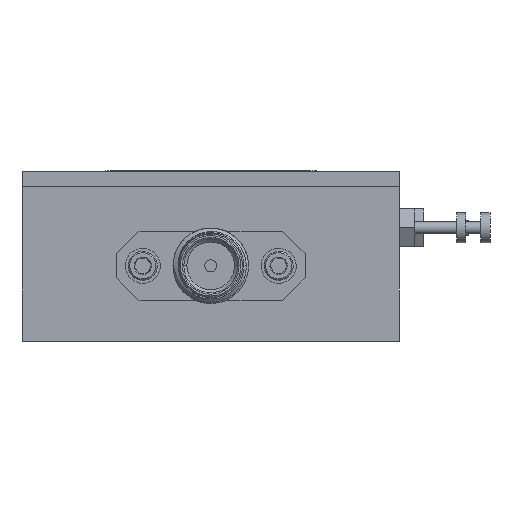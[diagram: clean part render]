
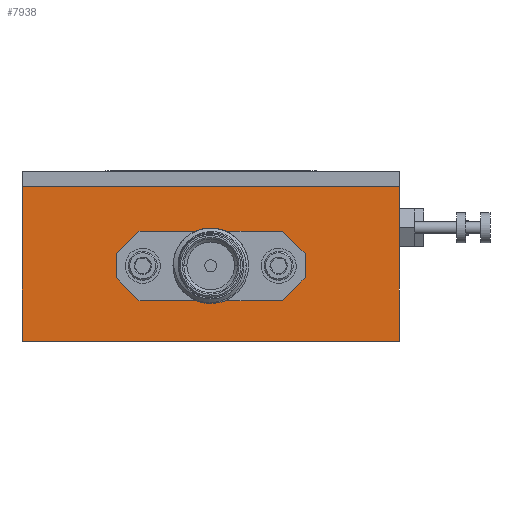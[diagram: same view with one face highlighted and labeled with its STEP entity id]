
A CAD part, left-side view. The second image highlights one B-rep face of the part: STEP entity #7938.
In plain terms, the highlighted planar face has unit normal (-1, 0, 0).
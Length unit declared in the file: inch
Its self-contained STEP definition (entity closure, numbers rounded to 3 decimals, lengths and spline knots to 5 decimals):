
#432 = VECTOR ( 'NONE', #5674, 39.37008 ) ;
#793 = VERTEX_POINT ( 'NONE', #7743 ) ;
#1166 = VECTOR ( 'NONE', #11329, 39.37008 ) ;
#1269 = LINE ( 'NONE', #2542, #64578 ) ;
#1472 = EDGE_CURVE ( 'NONE', #793, #36707, #41658, .T. ) ;
#2378 = LINE ( 'NONE', #22347, #25284 ) ;
#2542 = CARTESIAN_POINT ( 'NONE',  ( -0.625, 0.17625, 0.14475 ) ) ;
#2988 = DIRECTION ( 'NONE',  ( 0., 1., 0. ) ) ;
#3521 = LINE ( 'NONE', #44436, #46490 ) ;
#4467 = DIRECTION ( 'NONE',  ( 0., 0., -1. ) ) ;
#5674 = DIRECTION ( 'NONE',  ( 0., -0.707, -0.707 ) ) ;
#5949 = VECTOR ( 'NONE', #4467, 39.37008 ) ;
#6683 = VECTOR ( 'NONE', #61578, 39.37008 ) ;
#7743 = CARTESIAN_POINT ( 'NONE',  ( -0.625, 0.2375, -0.1465 ) ) ;
#7938 = ADVANCED_FACE ( 'NONE', ( #37690, #13127 ), #9743, .F. ) ;
#8990 = CARTESIAN_POINT ( 'NONE',  ( -0.625, 0.3125, 0.0085 ) ) ;
#9743 = PLANE ( 'NONE',  #10500 ) ;
#9819 = ORIENTED_EDGE ( 'NONE', *, *, #39607, .T. ) ;
#10061 = ORIENTED_EDGE ( 'NONE', *, *, #57893, .T. ) ;
#10345 = LINE ( 'NONE', #64705, #5949 ) ;
#10500 = AXIS2_PLACEMENT_3D ( 'NONE', #29077, #33106, #34641 ) ;
#11329 = DIRECTION ( 'NONE',  ( 0., 0., -1. ) ) ;
#11378 = VERTEX_POINT ( 'NONE', #58400 ) ;
#11998 = ORIENTED_EDGE ( 'NONE', *, *, #18820, .T. ) ;
#12032 = VERTEX_POINT ( 'NONE', #31946 ) ;
#13127 = FACE_BOUND ( 'NONE', #18687, .T. ) ;
#13520 = CARTESIAN_POINT ( 'NONE',  ( -0.625, 0.625, -0.2815 ) ) ;
#14577 = ORIENTED_EDGE ( 'NONE', *, *, #27987, .T. ) ;
#15439 = ORIENTED_EDGE ( 'NONE', *, *, #52095, .F. ) ;
#15544 = VERTEX_POINT ( 'NONE', #13520 ) ;
#15762 = VECTOR ( 'NONE', #29193, 39.37008 ) ;
#16781 = CARTESIAN_POINT ( 'NONE',  ( -0.625, -0.3125, -0.1465 ) ) ;
#18687 = EDGE_LOOP ( 'NONE', ( #51752, #60948, #10061, #61594, #14577, #47538, #11998, #61486 ) ) ;
#18820 = EDGE_CURVE ( 'NONE', #12032, #36707, #53179, .T. ) ;
#19256 = EDGE_CURVE ( 'NONE', #12032, #11378, #39656, .T. ) ;
#19996 = VECTOR ( 'NONE', #25646, 39.37008 ) ;
#22347 = CARTESIAN_POINT ( 'NONE',  ( -0.625, -0.625, -0.2815 ) ) ;
#23376 = DIRECTION ( 'NONE',  ( 0., 0.707, -0.707 ) ) ;
#25284 = VECTOR ( 'NONE', #64480, 39.37008 ) ;
#25646 = DIRECTION ( 'NONE',  ( 0., -1., 0. ) ) ;
#27548 = VERTEX_POINT ( 'NONE', #8990 ) ;
#27894 = LINE ( 'NONE', #47847, #46036 ) ;
#27987 = EDGE_CURVE ( 'NONE', #34061, #11378, #55756, .T. ) ;
#28868 = CARTESIAN_POINT ( 'NONE',  ( -0.625, -0.3125, 0.0835 ) ) ;
#28899 = VERTEX_POINT ( 'NONE', #56811 ) ;
#29077 = CARTESIAN_POINT ( 'NONE',  ( -0.625, -0.625, 0.2815 ) ) ;
#29193 = DIRECTION ( 'NONE',  ( 0., 0., 1. ) ) ;
#29686 = DIRECTION ( 'NONE',  ( 0., 0., -1. ) ) ;
#31946 = CARTESIAN_POINT ( 'NONE',  ( -0.625, -0.3125, -0.0715 ) ) ;
#33106 = DIRECTION ( 'NONE',  ( 1., 0., 0. ) ) ;
#34061 = VERTEX_POINT ( 'NONE', #34223 ) ;
#34223 = CARTESIAN_POINT ( 'NONE',  ( -0.625, -0.2375, 0.0835 ) ) ;
#34641 = DIRECTION ( 'NONE',  ( 0., 1., 0. ) ) ;
#36707 = VERTEX_POINT ( 'NONE', #53655 ) ;
#37185 = EDGE_CURVE ( 'NONE', #46156, #15544, #42076, .T. ) ;
#37690 = FACE_OUTER_BOUND ( 'NONE', #57938, .T. ) ;
#37860 = VERTEX_POINT ( 'NONE', #45961 ) ;
#38297 = VERTEX_POINT ( 'NONE', #41810 ) ;
#39607 = EDGE_CURVE ( 'NONE', #15544, #47549, #2378, .T. ) ;
#39656 = LINE ( 'NONE', #28868, #15762 ) ;
#41022 = CARTESIAN_POINT ( 'NONE',  ( -0.625, -0.17625, 0.14475 ) ) ;
#41213 = DIRECTION ( 'NONE',  ( 0., -0.707, 0.707 ) ) ;
#41658 = LINE ( 'NONE', #16781, #19996 ) ;
#41809 = EDGE_CURVE ( 'NONE', #34061, #37860, #27894, .T. ) ;
#41810 = CARTESIAN_POINT ( 'NONE',  ( -0.625, -0.625, 0.2315 ) ) ;
#42076 = LINE ( 'NONE', #52536, #1166 ) ;
#43391 = VECTOR ( 'NONE', #29686, 39.37008 ) ;
#43555 = EDGE_CURVE ( 'NONE', #27548, #28899, #59791, .T. ) ;
#43739 = CARTESIAN_POINT ( 'NONE',  ( -0.625, 0.625, 0.2315 ) ) ;
#44436 = CARTESIAN_POINT ( 'NONE',  ( -0.625, -0.625, 0.2315 ) ) ;
#45961 = CARTESIAN_POINT ( 'NONE',  ( -0.625, 0.2375, 0.0835 ) ) ;
#46036 = VECTOR ( 'NONE', #2988, 39.37008 ) ;
#46156 = VERTEX_POINT ( 'NONE', #43739 ) ;
#46181 = EDGE_CURVE ( 'NONE', #38297, #47549, #10345, .T. ) ;
#46317 = CARTESIAN_POINT ( 'NONE',  ( -0.625, -0.625, -0.2815 ) ) ;
#46490 = VECTOR ( 'NONE', #64413, 39.37008 ) ;
#47538 = ORIENTED_EDGE ( 'NONE', *, *, #19256, .F. ) ;
#47549 = VERTEX_POINT ( 'NONE', #46317 ) ;
#47847 = CARTESIAN_POINT ( 'NONE',  ( -0.625, -0.3125, 0.0835 ) ) ;
#48260 = CARTESIAN_POINT ( 'NONE',  ( -0.625, -0.17625, -0.20775 ) ) ;
#49971 = CARTESIAN_POINT ( 'NONE',  ( -0.625, 0.3125, 0.0835 ) ) ;
#50795 = LINE ( 'NONE', #56352, #6683 ) ;
#50994 = VECTOR ( 'NONE', #23376, 39.37008 ) ;
#51752 = ORIENTED_EDGE ( 'NONE', *, *, #58723, .T. ) ;
#52095 = EDGE_CURVE ( 'NONE', #46156, #38297, #3521, .T. ) ;
#52536 = CARTESIAN_POINT ( 'NONE',  ( -0.625, 0.625, 0.2815 ) ) ;
#53179 = LINE ( 'NONE', #48260, #50994 ) ;
#53655 = CARTESIAN_POINT ( 'NONE',  ( -0.625, -0.2375, -0.1465 ) ) ;
#55756 = LINE ( 'NONE', #41022, #432 ) ;
#56352 = CARTESIAN_POINT ( 'NONE',  ( -0.625, 0.17625, -0.20775 ) ) ;
#56811 = CARTESIAN_POINT ( 'NONE',  ( -0.625, 0.3125, -0.0715 ) ) ;
#57893 = EDGE_CURVE ( 'NONE', #27548, #37860, #1269, .T. ) ;
#57938 = EDGE_LOOP ( 'NONE', ( #15439, #62724, #9819, #59196 ) ) ;
#58400 = CARTESIAN_POINT ( 'NONE',  ( -0.625, -0.3125, 0.0085 ) ) ;
#58723 = EDGE_CURVE ( 'NONE', #793, #28899, #50795, .T. ) ;
#59196 = ORIENTED_EDGE ( 'NONE', *, *, #46181, .F. ) ;
#59791 = LINE ( 'NONE', #49971, #43391 ) ;
#60948 = ORIENTED_EDGE ( 'NONE', *, *, #43555, .F. ) ;
#61486 = ORIENTED_EDGE ( 'NONE', *, *, #1472, .F. ) ;
#61578 = DIRECTION ( 'NONE',  ( 0., 0.707, 0.707 ) ) ;
#61594 = ORIENTED_EDGE ( 'NONE', *, *, #41809, .F. ) ;
#62724 = ORIENTED_EDGE ( 'NONE', *, *, #37185, .T. ) ;
#64413 = DIRECTION ( 'NONE',  ( 0., -1., 0. ) ) ;
#64480 = DIRECTION ( 'NONE',  ( 0., -1., 0. ) ) ;
#64578 = VECTOR ( 'NONE', #41213, 39.37008 ) ;
#64705 = CARTESIAN_POINT ( 'NONE',  ( -0.625, -0.625, 0.2815 ) ) ;
